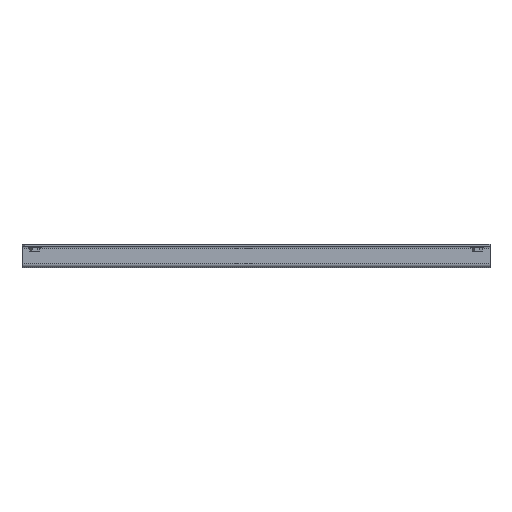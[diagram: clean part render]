
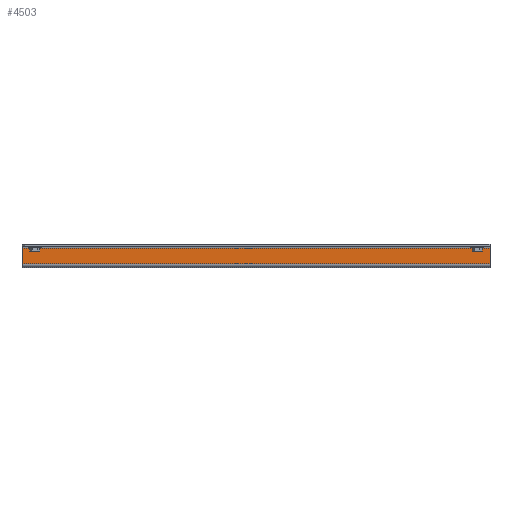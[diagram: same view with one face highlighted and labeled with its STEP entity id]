
A CAD part, left-side view. The second image highlights one B-rep face of the part: STEP entity #4503.
In plain terms, the highlighted planar face has unit normal (-1, 0, 0).
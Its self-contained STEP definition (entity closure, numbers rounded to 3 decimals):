
#157 = ORIENTED_EDGE ( 'NONE', *, *, #4748, .T. ) ;
#458 = LINE ( 'NONE', #4248, #1536 ) ;
#613 = EDGE_CURVE ( 'NONE', #3919, #4523, #1601, .T. ) ;
#646 = CARTESIAN_POINT ( 'NONE',  ( -1.5, -211.5, 17.625 ) ) ;
#681 = EDGE_LOOP ( 'NONE', ( #3974, #5076, #4856, #157 ) ) ;
#788 = VECTOR ( 'NONE', #5685, 1000. ) ;
#791 = LINE ( 'NONE', #2289, #2657 ) ;
#1045 = AXIS2_PLACEMENT_3D ( 'NONE', #5434, #2852, #3711 ) ;
#1348 = CARTESIAN_POINT ( 'NONE',  ( -1.5, 211.5, 3.375 ) ) ;
#1536 = VECTOR ( 'NONE', #3775, 1000. ) ;
#1548 = VECTOR ( 'NONE', #5651, 1000. ) ;
#1549 = PLANE ( 'NONE',  #1045 ) ;
#1601 = LINE ( 'NONE', #2173, #788 ) ;
#1871 = CARTESIAN_POINT ( 'NONE',  ( -1.5, 211.5, 17.625 ) ) ;
#2173 = CARTESIAN_POINT ( 'NONE',  ( -1.5, -211.5, 0. ) ) ;
#2289 = CARTESIAN_POINT ( 'NONE',  ( -1.5, 211.5, 17.625 ) ) ;
#2599 = CARTESIAN_POINT ( 'NONE',  ( -1.5, 211.5, 3.375 ) ) ;
#2657 = VECTOR ( 'NONE', #5328, 1000. ) ;
#2852 = DIRECTION ( 'NONE',  ( 1., 0., 0. ) ) ;
#2876 = CARTESIAN_POINT ( 'NONE',  ( -1.5, -211.5, 3.375 ) ) ;
#3711 = DIRECTION ( 'NONE',  ( 0., 0., -1. ) ) ;
#3775 = DIRECTION ( 'NONE',  ( 0., 0., 1. ) ) ;
#3919 = VERTEX_POINT ( 'NONE', #2876 ) ;
#3974 = ORIENTED_EDGE ( 'NONE', *, *, #613, .T. ) ;
#4248 = CARTESIAN_POINT ( 'NONE',  ( -1.5, 211.5, 0. ) ) ;
#4295 = VERTEX_POINT ( 'NONE', #1348 ) ;
#4424 = VERTEX_POINT ( 'NONE', #1871 ) ;
#4503 = ADVANCED_FACE ( 'NONE', ( #5245 ), #1549, .F. ) ;
#4523 = VERTEX_POINT ( 'NONE', #646 ) ;
#4624 = LINE ( 'NONE', #2599, #1548 ) ;
#4748 = EDGE_CURVE ( 'NONE', #4295, #3919, #4624, .T. ) ;
#4856 = ORIENTED_EDGE ( 'NONE', *, *, #5678, .F. ) ;
#5076 = ORIENTED_EDGE ( 'NONE', *, *, #5476, .F. ) ;
#5245 = FACE_OUTER_BOUND ( 'NONE', #681, .T. ) ;
#5328 = DIRECTION ( 'NONE',  ( 0., -1., 0. ) ) ;
#5434 = CARTESIAN_POINT ( 'NONE',  ( -1.5, 211.5, 0. ) ) ;
#5476 = EDGE_CURVE ( 'NONE', #4424, #4523, #791, .T. ) ;
#5651 = DIRECTION ( 'NONE',  ( 0., -1., 0. ) ) ;
#5678 = EDGE_CURVE ( 'NONE', #4295, #4424, #458, .T. ) ;
#5685 = DIRECTION ( 'NONE',  ( 0., 0., 1. ) ) ;
